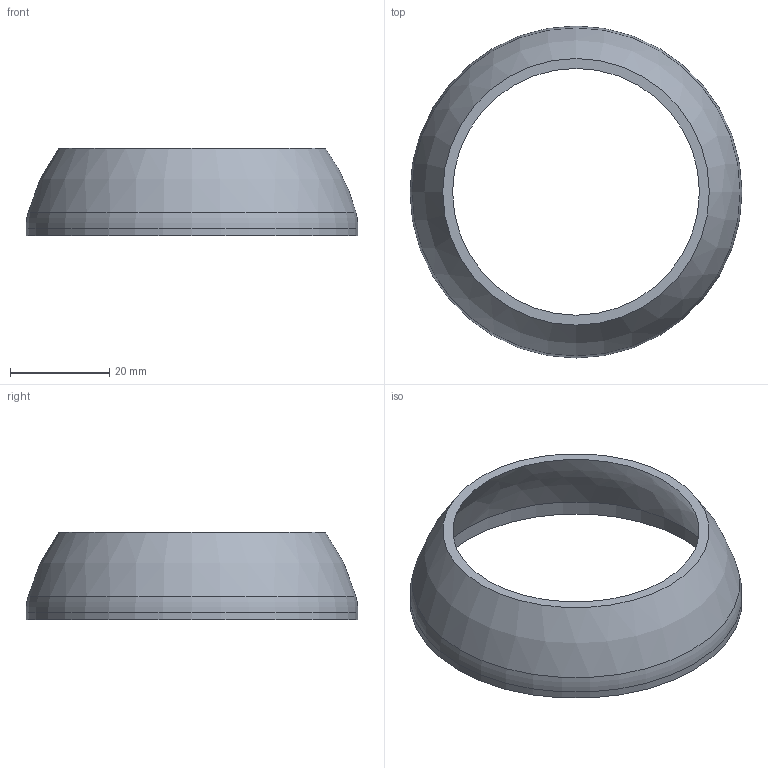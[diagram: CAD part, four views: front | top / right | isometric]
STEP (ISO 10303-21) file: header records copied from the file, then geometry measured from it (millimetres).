
FILE_DESCRIPTION(/* description */ (''),/* implementation_level */ '2;1');
FILE_NAME(/* name */ 'xi-6-mx-unibody-trackball-57mm-cover.step',/* time_stamp */ '2024-10-19T09:33:55-07:00',/* author */ (''),/* organization */ (''),/* preprocessor_version */ 'ST-DEVELOPER v20',/* originating_system */ 'Autodesk Translation Framework v13.20.0.188',/* authorisation */ '');
FILE_SCHEMA (('AUTOMOTIVE_DESIGN { 1 0 10303 214 3 1 1 }'));
Length unit declared in the file: millimetre
Products named in the file (1): FusionComponent
Bounding box: 67 x 67 x 17.74 mm (x, y, z)
Volume: 7687 mm3; surface area: 8060.7 mm2
Topology: 1 solids, 1 shells, 7 faces, 12 edges, 7 vertices
Faces by surface type: plane 2, cylinder 2, bspline 2, torus 1
Full cylindrical faces by diameter (mm): 62 x1, 67 x1
Entity records: 260 total; most frequent: CARTESIAN_POINT 79, DIRECTION 34, ORIENTED_EDGE 24, AXIS2_PLACEMENT_3D 16, EDGE_CURVE 12, CIRCLE 10, EDGE_LOOP 9, FACE_OUTER_BOUND 7
